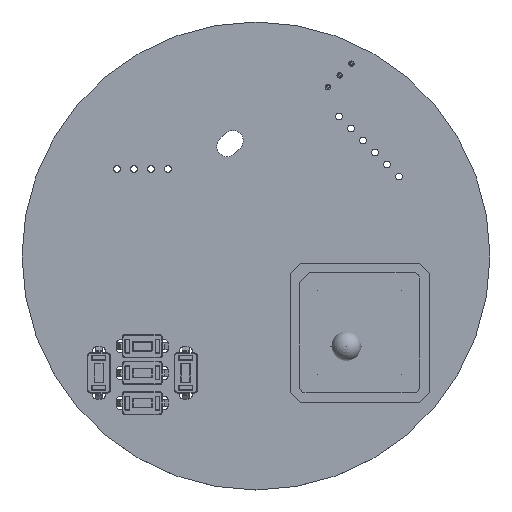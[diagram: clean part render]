
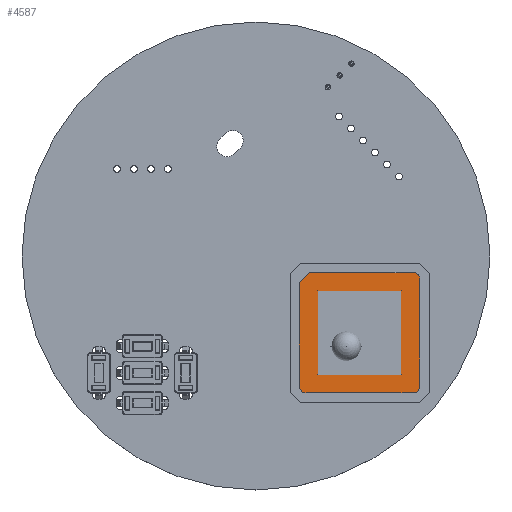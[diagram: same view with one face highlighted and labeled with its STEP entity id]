
A CAD part, top view. The second image highlights one B-rep face of the part: STEP entity #4587.
In plain terms, the highlighted planar face has unit normal (0, 0, 1).
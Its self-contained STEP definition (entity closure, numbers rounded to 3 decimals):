
#4198 = EDGE_CURVE('',#4199,#4201,#4203,.T.);
#4199 = VERTEX_POINT('',#4200);
#4200 = CARTESIAN_POINT('',(-6.25,-6.25,9.2));
#4201 = VERTEX_POINT('',#4202);
#4202 = CARTESIAN_POINT('',(-6.25,6.25,9.2));
#4203 = LINE('',#4204,#4205);
#4204 = CARTESIAN_POINT('',(-6.25,-3.125,9.2));
#4205 = VECTOR('',#4206,1.);
#4206 = DIRECTION('',(0.,1.,0.));
#4238 = EDGE_CURVE('',#4239,#4199,#4241,.T.);
#4239 = VERTEX_POINT('',#4240);
#4240 = CARTESIAN_POINT('',(6.25,-6.25,9.2));
#4241 = LINE('',#4242,#4243);
#4242 = CARTESIAN_POINT('',(3.125,-6.25,9.2));
#4243 = VECTOR('',#4244,1.);
#4244 = DIRECTION('',(-1.,0.,0.));
#4269 = EDGE_CURVE('',#4270,#4239,#4272,.T.);
#4270 = VERTEX_POINT('',#4271);
#4271 = CARTESIAN_POINT('',(6.25,6.25,9.2));
#4272 = LINE('',#4273,#4274);
#4273 = CARTESIAN_POINT('',(6.25,3.125,9.2));
#4274 = VECTOR('',#4275,1.);
#4275 = DIRECTION('',(0.,-1.,0.));
#4300 = EDGE_CURVE('',#4201,#4270,#4301,.T.);
#4301 = LINE('',#4302,#4303);
#4302 = CARTESIAN_POINT('',(-3.125,6.25,9.2));
#4303 = VECTOR('',#4304,1.);
#4304 = DIRECTION('',(1.,0.,0.));
#4348 = VERTEX_POINT('',#4349);
#4349 = CARTESIAN_POINT('',(-9.,7.5,9.2));
#4355 = EDGE_CURVE('',#4356,#4348,#4358,.T.);
#4356 = VERTEX_POINT('',#4357);
#4357 = CARTESIAN_POINT('',(-7.5,9.,9.2));
#4358 = LINE('',#4359,#4360);
#4359 = CARTESIAN_POINT('',(-9.,7.5,9.2));
#4360 = VECTOR('',#4361,1.);
#4361 = DIRECTION('',(-0.707,-0.707,0.));
#4386 = EDGE_CURVE('',#4387,#4356,#4389,.T.);
#4387 = VERTEX_POINT('',#4388);
#4388 = CARTESIAN_POINT('',(8.,9.,9.2));
#4389 = LINE('',#4390,#4391);
#4390 = CARTESIAN_POINT('',(-7.5,9.,9.2));
#4391 = VECTOR('',#4392,1.);
#4392 = DIRECTION('',(-1.,0.,0.));
#4418 = EDGE_CURVE('',#4419,#4387,#4421,.T.);
#4419 = VERTEX_POINT('',#4420);
#4420 = CARTESIAN_POINT('',(9.,8.,9.2));
#4421 = CIRCLE('',#4422,1.);
#4422 = AXIS2_PLACEMENT_3D('',#4423,#4424,#4425);
#4423 = CARTESIAN_POINT('',(8.,8.,9.2));
#4424 = DIRECTION('',(0.,0.,1.));
#4425 = DIRECTION('',(1.,0.,-0.));
#4450 = EDGE_CURVE('',#4451,#4419,#4453,.T.);
#4451 = VERTEX_POINT('',#4452);
#4452 = CARTESIAN_POINT('',(9.,-8.,9.2));
#4453 = LINE('',#4454,#4455);
#4454 = CARTESIAN_POINT('',(9.,8.,9.2));
#4455 = VECTOR('',#4456,1.);
#4456 = DIRECTION('',(0.,1.,0.));
#4482 = EDGE_CURVE('',#4483,#4451,#4485,.T.);
#4483 = VERTEX_POINT('',#4484);
#4484 = CARTESIAN_POINT('',(8.,-9.,9.2));
#4485 = CIRCLE('',#4486,1.);
#4486 = AXIS2_PLACEMENT_3D('',#4487,#4488,#4489);
#4487 = CARTESIAN_POINT('',(8.,-8.,9.2));
#4488 = DIRECTION('',(0.,0.,1.));
#4489 = DIRECTION('',(0.,-1.,0.));
#4514 = EDGE_CURVE('',#4515,#4483,#4517,.T.);
#4515 = VERTEX_POINT('',#4516);
#4516 = CARTESIAN_POINT('',(-8.,-9.,9.2));
#4517 = LINE('',#4518,#4519);
#4518 = CARTESIAN_POINT('',(8.,-9.,9.2));
#4519 = VECTOR('',#4520,1.);
#4520 = DIRECTION('',(1.,0.,0.));
#4546 = EDGE_CURVE('',#4547,#4515,#4549,.T.);
#4547 = VERTEX_POINT('',#4548);
#4548 = CARTESIAN_POINT('',(-9.,-8.,9.2));
#4549 = CIRCLE('',#4550,1.);
#4550 = AXIS2_PLACEMENT_3D('',#4551,#4552,#4553);
#4551 = CARTESIAN_POINT('',(-8.,-8.,9.2));
#4552 = DIRECTION('',(0.,0.,1.));
#4553 = DIRECTION('',(-1.,0.,0.));
#4576 = EDGE_CURVE('',#4348,#4547,#4577,.T.);
#4577 = LINE('',#4578,#4579);
#4578 = CARTESIAN_POINT('',(-9.,-8.,9.2));
#4579 = VECTOR('',#4580,1.);
#4580 = DIRECTION('',(0.,-1.,0.));
#4587 = ADVANCED_FACE('',(#4588,#4598),#4604,.T.);
#4588 = FACE_BOUND('',#4589,.T.);
#4589 = EDGE_LOOP('',(#4590,#4591,#4592,#4593,#4594,#4595,#4596,#4597));
#4590 = ORIENTED_EDGE('',*,*,#4576,.T.);
#4591 = ORIENTED_EDGE('',*,*,#4546,.T.);
#4592 = ORIENTED_EDGE('',*,*,#4514,.T.);
#4593 = ORIENTED_EDGE('',*,*,#4482,.T.);
#4594 = ORIENTED_EDGE('',*,*,#4450,.T.);
#4595 = ORIENTED_EDGE('',*,*,#4418,.T.);
#4596 = ORIENTED_EDGE('',*,*,#4386,.T.);
#4597 = ORIENTED_EDGE('',*,*,#4355,.T.);
#4598 = FACE_BOUND('',#4599,.T.);
#4599 = EDGE_LOOP('',(#4600,#4601,#4602,#4603));
#4600 = ORIENTED_EDGE('',*,*,#4198,.T.);
#4601 = ORIENTED_EDGE('',*,*,#4300,.T.);
#4602 = ORIENTED_EDGE('',*,*,#4269,.T.);
#4603 = ORIENTED_EDGE('',*,*,#4238,.T.);
#4604 = PLANE('',#4605);
#4605 = AXIS2_PLACEMENT_3D('',#4606,#4607,#4608);
#4606 = CARTESIAN_POINT('',(0.,0.,9.2)
  );
#4607 = DIRECTION('',(0.,0.,1.));
#4608 = DIRECTION('',(-1.,0.,0.));
